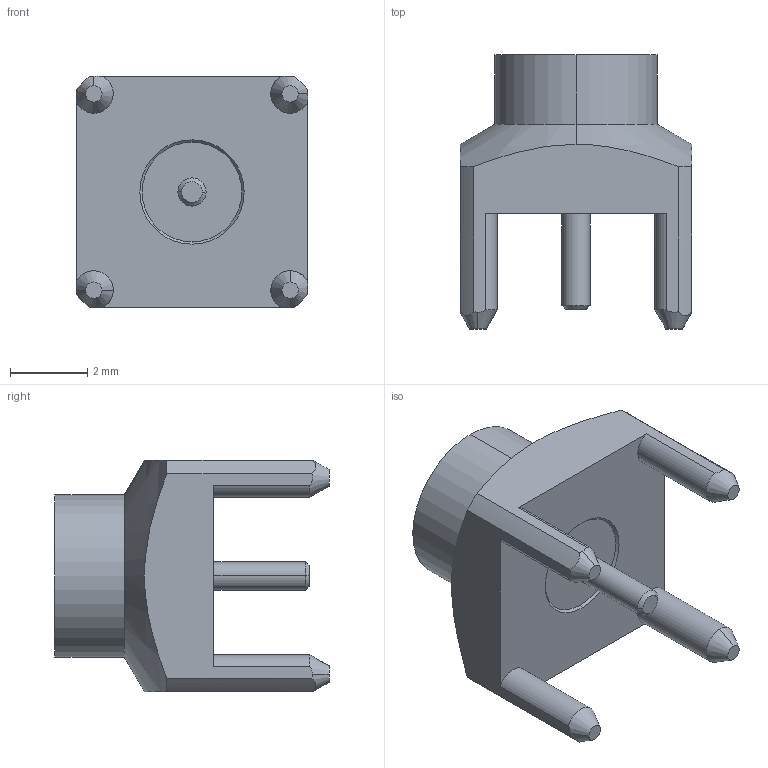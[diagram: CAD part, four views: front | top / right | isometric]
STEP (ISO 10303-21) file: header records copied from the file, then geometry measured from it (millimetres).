
FILE_DESCRIPTION (( 'STEP AP214' ), '1' );
FILE_NAME ('ÑÖÍÊ.434521.011ÑÁ_Âèëêà+äëÿ ïîòðåáèòåëÿ-Î.STEP', '2018-11-27T06:56:29', ( 'User' ), ( '' ), 'SwSTEP 2.0', 'SolidWorks 2016', '' );
FILE_SCHEMA (( 'AUTOMOTIVE_DESIGN' ));
Length unit declared in the file: millimetre
Products named in the file (1): ÑÖÍÊ.434521.011ÑÁ_Âèëêà+äëÿ ïîòðåáèòåëÿ-Î
Bounding box: 6 x 7.1 x 6 mm (x, y, z)
Volume: 84.1 mm3; surface area: 201 mm2
Topology: 1 solids, 1 shells, 58 faces, 139 edges, 87 vertices
Faces by surface type: cylinder 22, cone 20, plane 14, torus 2
Entity records: 2444 total; most frequent: CARTESIAN_POINT 411, DIRECTION 298, ORIENTED_EDGE 278, EDGE_CURVE 139, AXIS2_PLACEMENT_3D 122, VERTEX_POINT 87, CIRCLE 63, EDGE_LOOP 62
